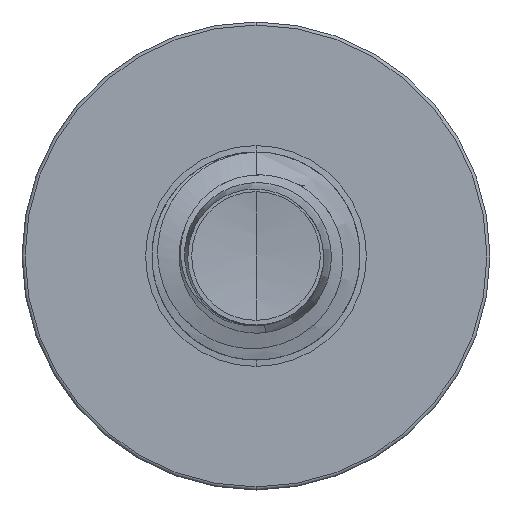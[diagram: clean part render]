
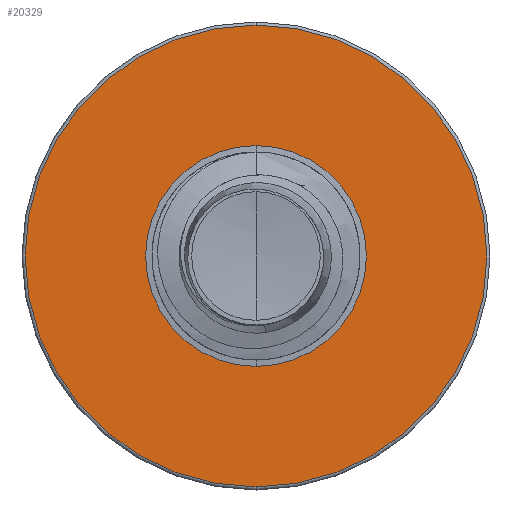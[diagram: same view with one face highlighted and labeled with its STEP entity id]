
A CAD part, front view. The second image highlights one B-rep face of the part: STEP entity #20329.
In plain terms, the highlighted planar face has unit normal (0, -1, 0).
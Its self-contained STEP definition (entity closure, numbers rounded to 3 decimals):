
#666 = AXIS2_PLACEMENT_3D ( 'NONE', #6439, #17625, #8211 ) ;
#734 = AXIS2_PLACEMENT_3D ( 'NONE', #20592, #11552, #997 ) ;
#763 = FACE_BOUND ( 'NONE', #15439, .T. ) ;
#997 = DIRECTION ( 'NONE',  ( 0., 0., 1. ) ) ;
#2012 = CARTESIAN_POINT ( 'NONE',  ( 0., 6., -0.849 ) ) ;
#2470 = CIRCLE ( 'NONE', #666, 0.849 ) ;
#2603 = AXIS2_PLACEMENT_3D ( 'NONE', #16072, #6312, #17519 ) ;
#3308 = AXIS2_PLACEMENT_3D ( 'NONE', #7757, #18693, #9573 ) ;
#5599 = ORIENTED_EDGE ( 'NONE', *, *, #13488, .F. ) ;
#5697 = DIRECTION ( 'NONE',  ( 0., 1., 0. ) ) ;
#5730 = ORIENTED_EDGE ( 'NONE', *, *, #18515, .F. ) ;
#6171 = ORIENTED_EDGE ( 'NONE', *, *, #18490, .T. ) ;
#6312 = DIRECTION ( 'NONE',  ( 0., 1., 0. ) ) ;
#6364 = CARTESIAN_POINT ( 'NONE',  ( 0., 6., -1.776 ) ) ;
#6439 = CARTESIAN_POINT ( 'NONE',  ( 0., 6., 0. ) ) ;
#6499 = ORIENTED_EDGE ( 'NONE', *, *, #16990, .T. ) ;
#7757 = CARTESIAN_POINT ( 'NONE',  ( 0., 6., 0. ) ) ;
#8211 = DIRECTION ( 'NONE',  ( 0., 0., 1. ) ) ;
#8223 = AXIS2_PLACEMENT_3D ( 'NONE', #2012, #5697, #17008 ) ;
#8823 = VERTEX_POINT ( 'NONE', #19087 ) ;
#9145 = PLANE ( 'NONE',  #8223 ) ;
#9573 = DIRECTION ( 'NONE',  ( 0., 0., 1. ) ) ;
#10451 = VERTEX_POINT ( 'NONE', #15603 ) ;
#11552 = DIRECTION ( 'NONE',  ( 0., 1., 0. ) ) ;
#12979 = CARTESIAN_POINT ( 'NONE',  ( 0., 6., -0.849 ) ) ;
#13488 = EDGE_CURVE ( 'NONE', #10451, #18436, #20968, .T. ) ;
#13564 = CIRCLE ( 'NONE', #2603, 0.849 ) ;
#13789 = VERTEX_POINT ( 'NONE', #12979 ) ;
#15439 = EDGE_LOOP ( 'NONE', ( #6171, #6499 ) ) ;
#15603 = CARTESIAN_POINT ( 'NONE',  ( 0., 6., 1.776 ) ) ;
#16072 = CARTESIAN_POINT ( 'NONE',  ( 0., 6., 0. ) ) ;
#16990 = EDGE_CURVE ( 'NONE', #13789, #8823, #13564, .T. ) ;
#17008 = DIRECTION ( 'NONE',  ( 0., 0., 1. ) ) ;
#17519 = DIRECTION ( 'NONE',  ( 0., 0., 1. ) ) ;
#17625 = DIRECTION ( 'NONE',  ( 0., 1., 0. ) ) ;
#17955 = FACE_OUTER_BOUND ( 'NONE', #18417, .T. ) ;
#18417 = EDGE_LOOP ( 'NONE', ( #5599, #5730 ) ) ;
#18436 = VERTEX_POINT ( 'NONE', #6364 ) ;
#18490 = EDGE_CURVE ( 'NONE', #8823, #13789, #2470, .T. ) ;
#18515 = EDGE_CURVE ( 'NONE', #18436, #10451, #19704, .T. ) ;
#18693 = DIRECTION ( 'NONE',  ( 0., 1., 0. ) ) ;
#19087 = CARTESIAN_POINT ( 'NONE',  ( 0., 6., 0.849 ) ) ;
#19704 = CIRCLE ( 'NONE', #734, 1.776 ) ;
#20329 = ADVANCED_FACE ( 'NONE', ( #17955, #763 ), #9145, .F. ) ;
#20592 = CARTESIAN_POINT ( 'NONE',  ( 0., 6., 0. ) ) ;
#20968 = CIRCLE ( 'NONE', #3308, 1.776 ) ;
